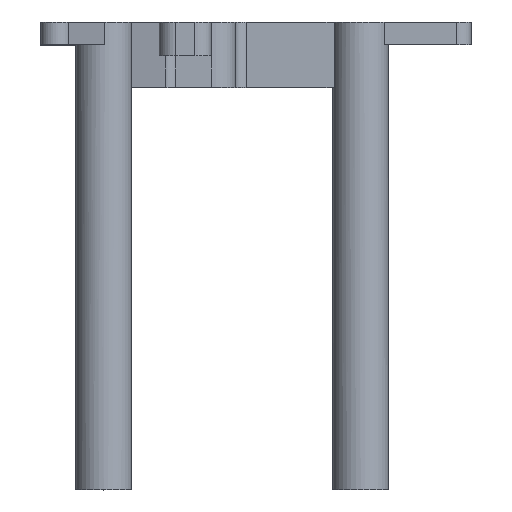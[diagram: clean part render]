
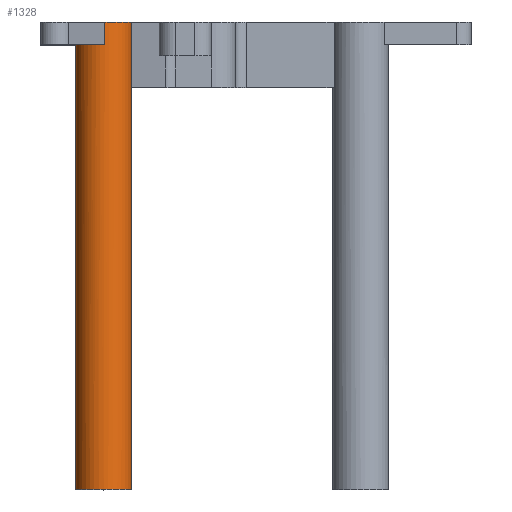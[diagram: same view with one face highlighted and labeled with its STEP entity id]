
A CAD part, top view. The second image highlights one B-rep face of the part: STEP entity #1328.
In plain terms, the highlighted cylindrical face has radius 3.75 mm (diameter 7.5 mm), a full revolution.
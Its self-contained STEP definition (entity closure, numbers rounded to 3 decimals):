
#86=FACE_OUTER_BOUND('',#170,.T.);
#170=EDGE_LOOP('',(#1006,#1007,#1008,#1009,#1010,#1011,#1012,#1013,#1014,
#1015,#1016,#1017));
#271=LINE('',#2149,#394);
#273=LINE('',#2156,#396);
#275=LINE('',#2163,#398);
#276=LINE('',#2165,#399);
#277=LINE('',#2168,#400);
#394=VECTOR('',#1711,10.);
#396=VECTOR('',#1719,10.);
#398=VECTOR('',#1729,3.75);
#399=VECTOR('',#1730,7.5);
#400=VECTOR('',#1733,7.5);
#491=CIRCLE('',#1434,3.75);
#493=CIRCLE('',#1436,3.75);
#494=CIRCLE('',#1437,3.75);
#519=CIRCLE('',#1467,3.75);
#520=CIRCLE('',#1469,3.75);
#521=CIRCLE('',#1470,3.75);
#579=VERTEX_POINT('',#2052);
#580=VERTEX_POINT('',#2054);
#583=VERTEX_POINT('',#2060);
#584=VERTEX_POINT('',#2062);
#585=VERTEX_POINT('',#2064);
#624=VERTEX_POINT('',#2147);
#626=VERTEX_POINT('',#2155);
#627=VERTEX_POINT('',#2161);
#628=VERTEX_POINT('',#2164);
#629=VERTEX_POINT('',#2166);
#720=EDGE_CURVE('',#579,#580,#491,.T.);
#724=EDGE_CURVE('',#583,#584,#493,.T.);
#725=EDGE_CURVE('',#584,#585,#494,.T.);
#768=EDGE_CURVE('',#583,#624,#271,.T.);
#771=EDGE_CURVE('',#626,#580,#273,.T.);
#773=EDGE_CURVE('',#624,#626,#519,.T.);
#774=EDGE_CURVE('',#627,#627,#520,.T.);
#775=EDGE_CURVE('',#627,#584,#275,.T.);
#776=EDGE_CURVE('',#579,#628,#276,.T.);
#777=EDGE_CURVE('',#629,#628,#521,.T.);
#778=EDGE_CURVE('',#585,#629,#277,.T.);
#1006=ORIENTED_EDGE('',*,*,#774,.F.);
#1007=ORIENTED_EDGE('',*,*,#775,.T.);
#1008=ORIENTED_EDGE('',*,*,#724,.F.);
#1009=ORIENTED_EDGE('',*,*,#768,.T.);
#1010=ORIENTED_EDGE('',*,*,#773,.T.);
#1011=ORIENTED_EDGE('',*,*,#771,.T.);
#1012=ORIENTED_EDGE('',*,*,#720,.F.);
#1013=ORIENTED_EDGE('',*,*,#776,.T.);
#1014=ORIENTED_EDGE('',*,*,#777,.F.);
#1015=ORIENTED_EDGE('',*,*,#778,.F.);
#1016=ORIENTED_EDGE('',*,*,#725,.F.);
#1017=ORIENTED_EDGE('',*,*,#775,.F.);
#1286=CYLINDRICAL_SURFACE('',#1468,3.75);
#1328=ADVANCED_FACE('',(#86),#1286,.T.);
#1434=AXIS2_PLACEMENT_3D('',#2055,#1632,#1633);
#1436=AXIS2_PLACEMENT_3D('',#2063,#1638,#1639);
#1437=AXIS2_PLACEMENT_3D('',#2065,#1640,#1641);
#1467=AXIS2_PLACEMENT_3D('',#2159,#1723,#1724);
#1468=AXIS2_PLACEMENT_3D('',#2160,#1725,#1726);
#1469=AXIS2_PLACEMENT_3D('',#2162,#1727,#1728);
#1470=AXIS2_PLACEMENT_3D('',#2167,#1731,#1732);
#1632=DIRECTION('center_axis',(0.,1.,0.));
#1633=DIRECTION('ref_axis',(-1.,0.,0.));
#1638=DIRECTION('center_axis',(0.,1.,0.));
#1639=DIRECTION('ref_axis',(-1.,0.,0.));
#1640=DIRECTION('center_axis',(0.,1.,0.));
#1641=DIRECTION('ref_axis',(-1.,0.,0.));
#1711=DIRECTION('',(0.,-1.,0.));
#1719=DIRECTION('',(0.,1.,0.));
#1723=DIRECTION('center_axis',(0.,-1.,0.));
#1724=DIRECTION('ref_axis',(-1.,0.,0.));
#1725=DIRECTION('center_axis',(0.,-1.,0.));
#1726=DIRECTION('ref_axis',(-1.,0.,0.));
#1727=DIRECTION('center_axis',(0.,-1.,0.));
#1728=DIRECTION('ref_axis',(-1.,0.,0.));
#1729=DIRECTION('',(0.,1.,0.));
#1730=DIRECTION('',(0.,-1.,0.));
#1731=DIRECTION('center_axis',(0.,1.,0.));
#1732=DIRECTION('ref_axis',(1.,0.,0.));
#1733=DIRECTION('',(0.,-1.,0.));
#2052=CARTESIAN_POINT('',(-33.836,-2.625,16.345));
#2054=CARTESIAN_POINT('',(-37.968,-2.625,21.752));
#2055=CARTESIAN_POINT('Origin',(-34.65,-2.625,20.005));
#2060=CARTESIAN_POINT('',(-34.504,-2.625,23.752));
#2062=CARTESIAN_POINT('',(-30.9,-2.625,20.005));
#2063=CARTESIAN_POINT('Origin',(-34.65,-2.625,20.005));
#2064=CARTESIAN_POINT('',(-31.887,-2.625,17.47));
#2065=CARTESIAN_POINT('Origin',(-34.65,-2.625,20.005));
#2147=CARTESIAN_POINT('',(-34.504,-5.625,23.752));
#2149=CARTESIAN_POINT('',(-34.504,-2.625,23.752));
#2155=CARTESIAN_POINT('',(-37.968,-5.625,21.752));
#2156=CARTESIAN_POINT('',(-37.968,-2.625,21.752));
#2159=CARTESIAN_POINT('Origin',(-34.65,-5.625,20.005));
#2160=CARTESIAN_POINT('Origin',(-34.65,-2.625,20.005));
#2161=CARTESIAN_POINT('',(-30.9,-65.625,20.005));
#2162=CARTESIAN_POINT('Origin',(-34.65,-65.625,20.005));
#2163=CARTESIAN_POINT('',(-30.9,-2.625,20.005));
#2164=CARTESIAN_POINT('',(-33.836,-11.4,16.345));
#2165=CARTESIAN_POINT('',(-33.836,-2.625,16.345));
#2166=CARTESIAN_POINT('',(-31.887,-11.4,17.47));
#2167=CARTESIAN_POINT('Origin',(-34.65,-11.4,20.005));
#2168=CARTESIAN_POINT('',(-31.887,-2.625,17.47));
